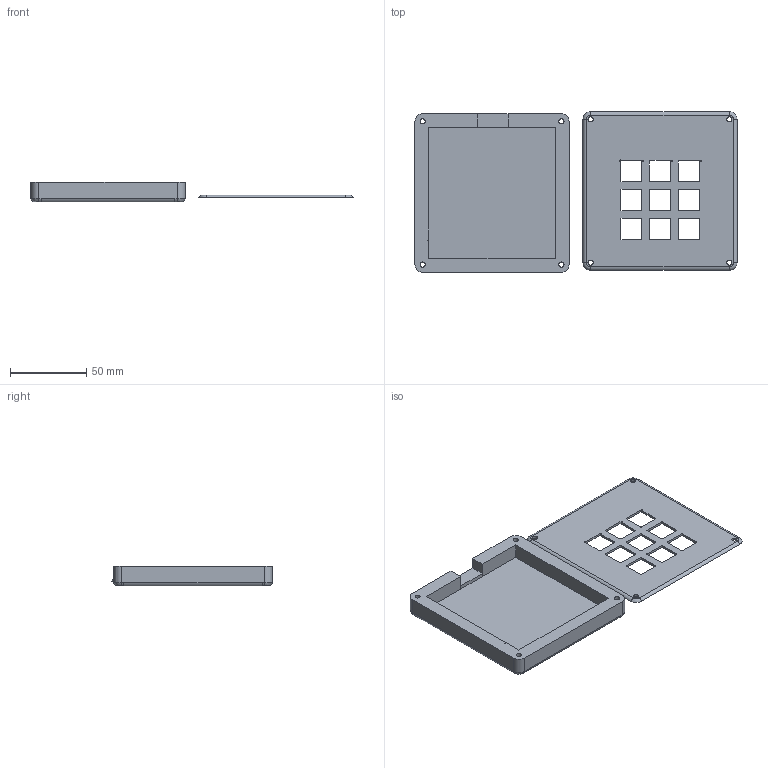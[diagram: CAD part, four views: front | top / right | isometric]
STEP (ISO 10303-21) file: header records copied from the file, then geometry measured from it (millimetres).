
FILE_DESCRIPTION(/* description */ (''),/* implementation_level */ '2;1');
FILE_NAME(/* name */ 'macro big.step',/* time_stamp */ '2025-12-06T22:07:11+11:00',/* author */ (''),/* organization */ (''),/* preprocessor_version */ 'ST-DEVELOPER v20.1',/* originating_system */ 'Autodesk Translation Framework v14.21.0.0',/* authorisation */ '');
FILE_SCHEMA (('AUTOMOTIVE_DESIGN { 1 0 10303 214 3 1 1 }'));
Length unit declared in the file: millimetre
Products named in the file (1): 2025-12-06-19-39-35-611
Bounding box: 211.02 x 105.16 x 13 mm (x, y, z)
Volume: 74805.2 mm3; surface area: 48298.2 mm2
Topology: 3 solids, 3 shells, 396 faces, 1110 edges, 734 vertices
Faces by surface type: bspline 187, plane 134, cylinder 71, torus 4
Full cylindrical faces by diameter (mm): 3.4 x8, 6 x4
Entity records: 14916 total; most frequent: CARTESIAN_POINT 5775, ORIENTED_EDGE 2220, DIRECTION 1303, EDGE_CURVE 1110, VERTEX_POINT 734, LINE 587, VECTOR 587, EDGE_LOOP 444
